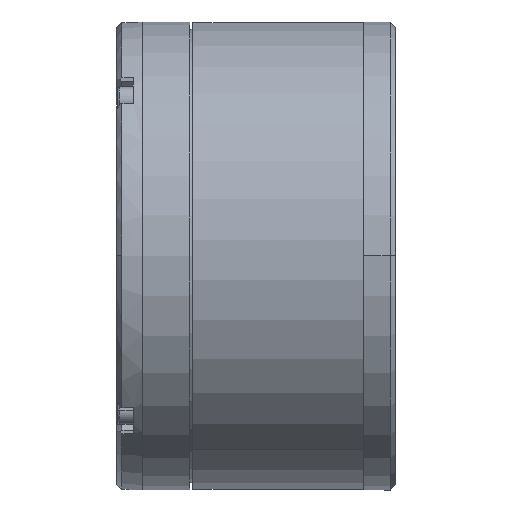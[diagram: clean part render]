
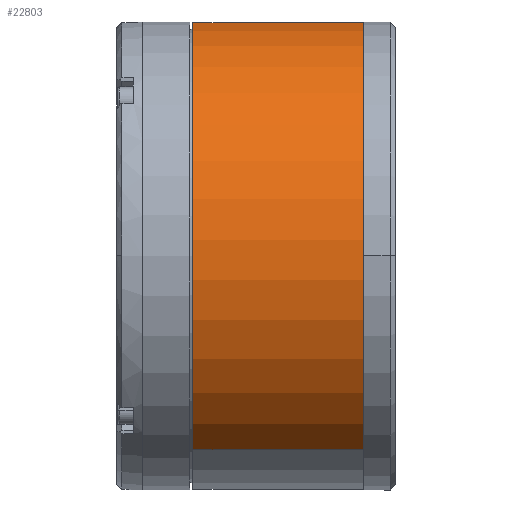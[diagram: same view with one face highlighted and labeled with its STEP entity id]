
A CAD part, top view. The second image highlights one B-rep face of the part: STEP entity #22803.
In plain terms, the highlighted cylindrical face has radius 44.5 mm (diameter 89 mm), a partial arc.
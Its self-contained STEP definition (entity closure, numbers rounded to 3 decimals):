
#1411 = FACE_OUTER_BOUND ( 'NONE', #19808, .T. ) ;
#1424 = CYLINDRICAL_SURFACE ( 'NONE', #7139, 44.5 ) ;
#3655 = LINE ( 'NONE', #11364, #3659 ) ;
#3659 = VECTOR ( 'NONE', #11395, 1000. ) ;
#3682 = CIRCLE ( 'NONE', #19924, 44.5 ) ;
#3686 = LINE ( 'NONE', #11444, #3689 ) ;
#3689 = VECTOR ( 'NONE', #11454, 1000. ) ;
#3690 = CIRCLE ( 'NONE', #19887, 44.5 ) ;
#7139 = AXIS2_PLACEMENT_3D ( 'NONE', #22277, #22254, #22285 ) ;
#9622 = VERTEX_POINT ( 'NONE', #11202 ) ;
#9641 = VERTEX_POINT ( 'NONE', #11256 ) ;
#9706 = VERTEX_POINT ( 'NONE', #17517 ) ;
#9720 = VERTEX_POINT ( 'NONE', #17527 ) ;
#11202 = CARTESIAN_POINT ( 'NONE',  ( -6., 36.929, -24.829 ) ) ;
#11256 = CARTESIAN_POINT ( 'NONE',  ( -6., -36.929, 24.829 ) ) ;
#11364 = CARTESIAN_POINT ( 'NONE',  ( -6., 36.929, -24.829 ) ) ;
#11395 = DIRECTION ( 'NONE',  ( -1., 0., 0. ) ) ;
#11444 = CARTESIAN_POINT ( 'NONE',  ( -6., -36.929, 24.829 ) ) ;
#11454 = DIRECTION ( 'NONE',  ( -1., 0., 0. ) ) ;
#11483 = DIRECTION ( 'NONE',  ( -1., 0., 0. ) ) ;
#11493 = DIRECTION ( 'NONE',  ( 0., -0.83, 0.558 ) ) ;
#11507 = CARTESIAN_POINT ( 'NONE',  ( -38.5, 0., 0. ) ) ;
#11508 = DIRECTION ( 'NONE',  ( 0., -0.83, 0.558 ) ) ;
#11512 = DIRECTION ( 'NONE',  ( 1., 0., 0. ) ) ;
#11513 = CARTESIAN_POINT ( 'NONE',  ( -6., 0., 0. ) ) ;
#13922 = ORIENTED_EDGE ( 'NONE', *, *, #14822, .T. ) ;
#13969 = ORIENTED_EDGE ( 'NONE', *, *, #14854, .T. ) ;
#13996 = ORIENTED_EDGE ( 'NONE', *, *, #14852, .T. ) ;
#14009 = ORIENTED_EDGE ( 'NONE', *, *, #14851, .F. ) ;
#14822 = EDGE_CURVE ( 'NONE', #9622, #9706, #3655, .T. ) ;
#14851 = EDGE_CURVE ( 'NONE', #9641, #9720, #3686, .T. ) ;
#14852 = EDGE_CURVE ( 'NONE', #9641, #9622, #3690, .T. ) ;
#14854 = EDGE_CURVE ( 'NONE', #9706, #9720, #3682, .T. ) ;
#17517 = CARTESIAN_POINT ( 'NONE',  ( -38.5, 36.929, -24.829 ) ) ;
#17527 = CARTESIAN_POINT ( 'NONE',  ( -38.5, -36.929, 24.829 ) ) ;
#19808 = EDGE_LOOP ( 'NONE', ( #13996, #13922, #13969, #14009 ) ) ;
#19887 = AXIS2_PLACEMENT_3D ( 'NONE', #11513, #11483, #11493 ) ;
#19924 = AXIS2_PLACEMENT_3D ( 'NONE', #11507, #11512, #11508 ) ;
#22254 = DIRECTION ( 'NONE',  ( -1., 0., 0. ) ) ;
#22277 = CARTESIAN_POINT ( 'NONE',  ( -6., 0., 0. ) ) ;
#22285 = DIRECTION ( 'NONE',  ( 0., -0.83, 0.558 ) ) ;
#22803 = ADVANCED_FACE ( 'NONE', ( #1411 ), #1424, .T. ) ;
